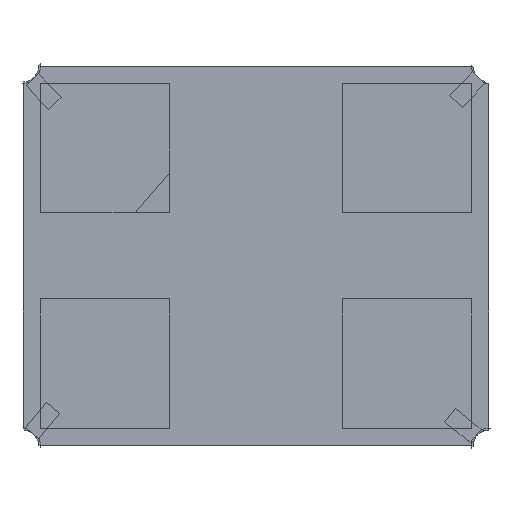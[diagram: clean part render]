
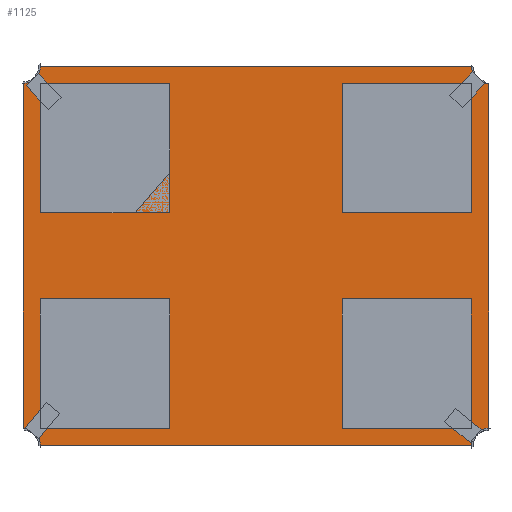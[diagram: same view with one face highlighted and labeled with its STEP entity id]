
A CAD part, top view. The second image highlights one B-rep face of the part: STEP entity #1125.
In plain terms, the highlighted planar face has unit normal (0, 0, 1).
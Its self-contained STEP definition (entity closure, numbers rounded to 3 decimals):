
#37 = DIRECTION ( 'NONE',  ( 0., -1., 0. ) ) ;
#150 = CARTESIAN_POINT ( 'NONE',  ( 2.6, -0.1, 1.2 ) ) ;
#278 = EDGE_CURVE ( 'NONE', #2689, #1733, #693, .T. ) ;
#292 = VECTOR ( 'NONE', #4515, 1000. ) ;
#325 = LINE ( 'NONE', #356, #4238 ) ;
#353 = VERTEX_POINT ( 'NONE', #379 ) ;
#356 = CARTESIAN_POINT ( 'NONE',  ( -0.1, -0.1, 1.2 ) ) ;
#379 = CARTESIAN_POINT ( 'NONE',  ( 2.6, 0., 1.2 ) ) ;
#487 = DIRECTION ( 'NONE',  ( 1., 0., 0. ) ) ;
#682 = ORIENTED_EDGE ( 'NONE', *, *, #2403, .T. ) ;
#692 = AXIS2_PLACEMENT_3D ( 'NONE', #2061, #1731, #1274 ) ;
#693 = LINE ( 'NONE', #2752, #4133 ) ;
#814 = VERTEX_POINT ( 'NONE', #2908 ) ;
#932 = ORIENTED_EDGE ( 'NONE', *, *, #1029, .T. ) ;
#935 = CARTESIAN_POINT ( 'NONE',  ( 2.6, -0.1, 1.2 ) ) ;
#1011 = VERTEX_POINT ( 'NONE', #1849 ) ;
#1029 = EDGE_CURVE ( 'NONE', #2733, #2689, #1991, .T. ) ;
#1064 = DIRECTION ( 'NONE',  ( 1., 0., 0. ) ) ;
#1125 = ADVANCED_FACE ( 'NONE', ( #3566 ), #5205, .T. ) ;
#1128 = AXIS2_PLACEMENT_3D ( 'NONE', #3413, #4737, #5121 ) ;
#1227 = EDGE_CURVE ( 'NONE', #1733, #1011, #2251, .T. ) ;
#1274 = DIRECTION ( 'NONE',  ( 1., 0., 0. ) ) ;
#1284 = CARTESIAN_POINT ( 'NONE',  ( -0.1, -0.1, 1.2 ) ) ;
#1405 = DIRECTION ( 'NONE',  ( 1., 0., 0. ) ) ;
#1576 = AXIS2_PLACEMENT_3D ( 'NONE', #1284, #3317, #487 ) ;
#1722 = ORIENTED_EDGE ( 'NONE', *, *, #2746, .T. ) ;
#1731 = DIRECTION ( 'NONE',  ( 0., 0., 1. ) ) ;
#1733 = VERTEX_POINT ( 'NONE', #3490 ) ;
#1737 = CIRCLE ( 'NONE', #2255, 0.1 ) ;
#1849 = CARTESIAN_POINT ( 'NONE',  ( -0.1, 2., 1.2 ) ) ;
#1991 = CIRCLE ( 'NONE', #1128, 0.1 ) ;
#2009 = ORIENTED_EDGE ( 'NONE', *, *, #2142, .T. ) ;
#2053 = ORIENTED_EDGE ( 'NONE', *, *, #1227, .T. ) ;
#2061 = CARTESIAN_POINT ( 'NONE',  ( -0.1, -0.1, 1.2 ) ) ;
#2142 = EDGE_CURVE ( 'NONE', #4161, #353, #1737, .T. ) ;
#2210 = DIRECTION ( 'NONE',  ( 0., 0., -1. ) ) ;
#2251 = CIRCLE ( 'NONE', #5250, 0.1 ) ;
#2255 = AXIS2_PLACEMENT_3D ( 'NONE', #935, #2210, #1405 ) ;
#2345 = EDGE_CURVE ( 'NONE', #4535, #4161, #3681, .T. ) ;
#2403 = EDGE_CURVE ( 'NONE', #814, #4535, #2782, .T. ) ;
#2456 = CARTESIAN_POINT ( 'NONE',  ( 2.6, 2., 1.2 ) ) ;
#2677 = CARTESIAN_POINT ( 'NONE',  ( -0.1, 2.1, 1.2 ) ) ;
#2689 = VERTEX_POINT ( 'NONE', #4081 ) ;
#2733 = VERTEX_POINT ( 'NONE', #2456 ) ;
#2746 = EDGE_CURVE ( 'NONE', #1011, #814, #325, .T. ) ;
#2752 = CARTESIAN_POINT ( 'NONE',  ( -0.1, 2.1, 1.2 ) ) ;
#2782 = CIRCLE ( 'NONE', #1576, 0.1 ) ;
#2908 = CARTESIAN_POINT ( 'NONE',  ( -0.1, 0., 1.2 ) ) ;
#2912 = CARTESIAN_POINT ( 'NONE',  ( 2.5, -0.1, 1.2 ) ) ;
#3317 = DIRECTION ( 'NONE',  ( 0., 0., -1. ) ) ;
#3351 = EDGE_LOOP ( 'NONE', ( #5287, #2053, #1722, #682, #4653, #2009, #5093, #932 ) ) ;
#3413 = CARTESIAN_POINT ( 'NONE',  ( 2.6, 2.1, 1.2 ) ) ;
#3490 = CARTESIAN_POINT ( 'NONE',  ( 0., 2.1, 1.2 ) ) ;
#3506 = DIRECTION ( 'NONE',  ( 0., 0., -1. ) ) ;
#3566 = FACE_OUTER_BOUND ( 'NONE', #3351, .T. ) ;
#3609 = CARTESIAN_POINT ( 'NONE',  ( 0., -0.1, 1.2 ) ) ;
#3681 = LINE ( 'NONE', #5270, #4230 ) ;
#3805 = LINE ( 'NONE', #150, #292 ) ;
#4081 = CARTESIAN_POINT ( 'NONE',  ( 2.5, 2.1, 1.2 ) ) ;
#4133 = VECTOR ( 'NONE', #4721, 1000. ) ;
#4161 = VERTEX_POINT ( 'NONE', #2912 ) ;
#4230 = VECTOR ( 'NONE', #4961, 1000. ) ;
#4238 = VECTOR ( 'NONE', #37, 1000. ) ;
#4515 = DIRECTION ( 'NONE',  ( 0., 1., 0. ) ) ;
#4535 = VERTEX_POINT ( 'NONE', #3609 ) ;
#4653 = ORIENTED_EDGE ( 'NONE', *, *, #2345, .T. ) ;
#4721 = DIRECTION ( 'NONE',  ( -1., 0., 0. ) ) ;
#4737 = DIRECTION ( 'NONE',  ( 0., 0., -1. ) ) ;
#4932 = EDGE_CURVE ( 'NONE', #353, #2733, #3805, .T. ) ;
#4961 = DIRECTION ( 'NONE',  ( 1., 0., 0. ) ) ;
#5093 = ORIENTED_EDGE ( 'NONE', *, *, #4932, .T. ) ;
#5121 = DIRECTION ( 'NONE',  ( 1., 0., 0. ) ) ;
#5205 = PLANE ( 'NONE',  #692 ) ;
#5250 = AXIS2_PLACEMENT_3D ( 'NONE', #2677, #3506, #1064 ) ;
#5270 = CARTESIAN_POINT ( 'NONE',  ( -0.1, -0.1, 1.2 ) ) ;
#5287 = ORIENTED_EDGE ( 'NONE', *, *, #278, .T. ) ;
